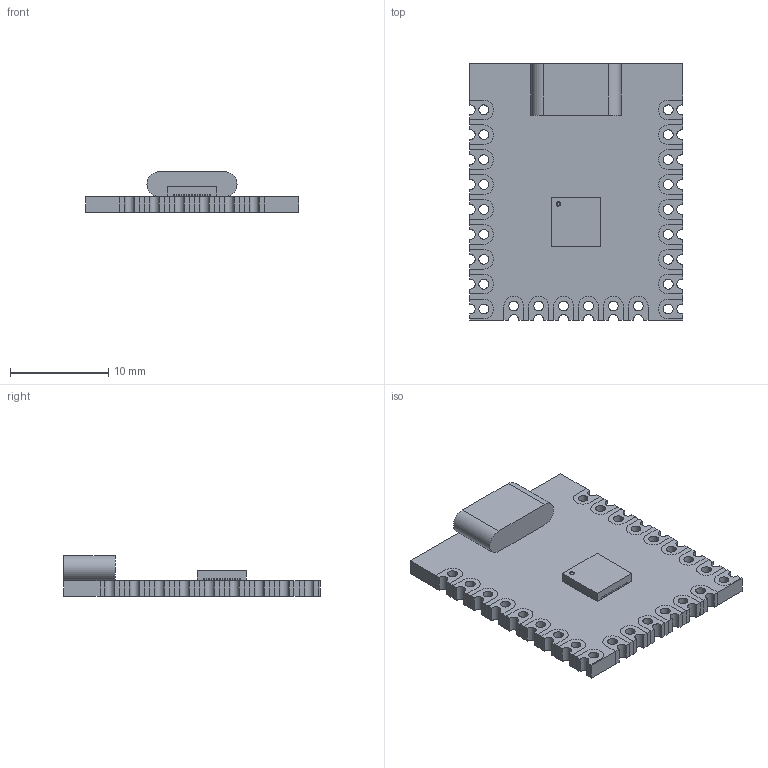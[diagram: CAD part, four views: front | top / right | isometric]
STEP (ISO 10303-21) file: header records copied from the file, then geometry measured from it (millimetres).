
FILE_DESCRIPTION((' '),'2;1');
FILE_NAME( 'Arduino_Nano_SuperMini.stp', '2025-06-15T18:16:12', (' '), ('--- ---'), ' V2025.1 Dec 16 2024', ' 2025 (c)', ' ');
FILE_SCHEMA(('AP242_MANAGED_MODEL_BASED_3D_ENGINEERING_MIM_LF { 1 0 10303 442 1 1 4 }'));
Length unit declared in the file: millimetre
Products named in the file (15): 0; 1; 2; 3; 4; 5; 6; 7; 8; 9; 10; 11; 12; 13; Arduino_Nano_SuperMini
Assembly tree (26 placements, depth 2):
  Arduino_Nano_SuperMini
    0
    1  x2
    2  x2
    3  x2
    4  x2
    5  x2
    6  x2
    7  x2
    8  x2
    9  x2
    10  x2
    11  x2
    12  x2
    13
Bounding box: 21.72 x 26.16 x 4.16 mm (x, y, z)
Volume: 902.9 mm3; surface area: 2245 mm2
Topology: 116 solids, 116 shells, 1278 faces, 3014 edges, 1996 vertices
Faces by surface type: plane 966, cylinder 310, bspline 2
Full cylindrical faces by diameter (mm): 0 x2, 1 x24
Entity records: 32901 total; most frequent: CARTESIAN_POINT 5693, DIRECTION 5532, ORIENTED_EDGE 5292, EDGE_CURVE 2646, VECTOR 2102, LINE 2102, VERTEX_POINT 1770, AXIS2_PLACEMENT_3D 1715
